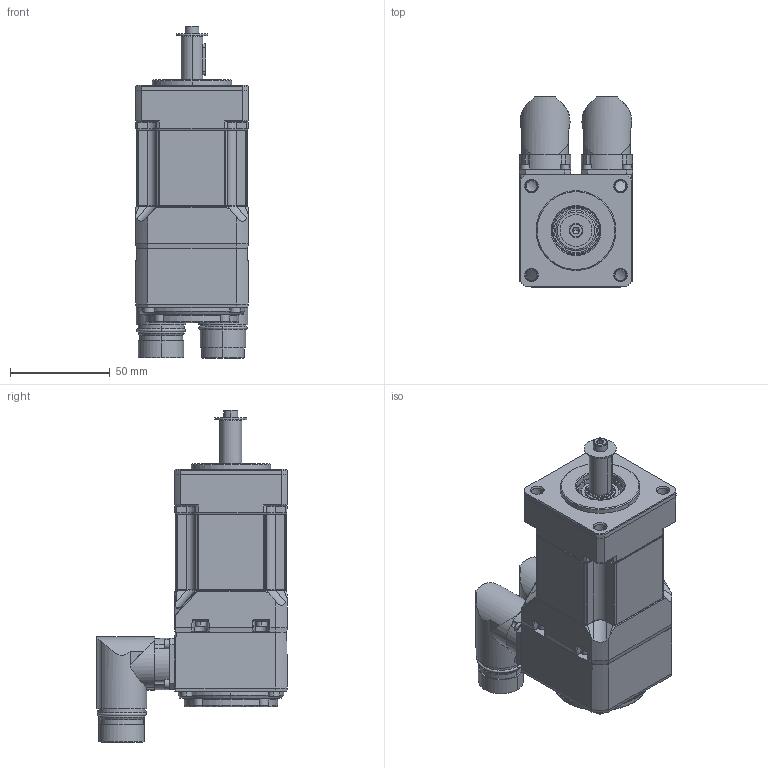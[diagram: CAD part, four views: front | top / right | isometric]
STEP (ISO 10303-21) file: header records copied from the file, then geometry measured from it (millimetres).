
FILE_DESCRIPTION((''),'2;1');
FILE_NAME('NX210EAR7011_SW0002','2005-07-19T',('stagiaire'),(''),'PRO/ENGINEER BY PARAMETRIC TECHNOLOGY CORPORATION, 2005110','PRO/ENGINEER BY PARAMETRIC TECHNOLOGY CORPORATION, 2005110','');
FILE_SCHEMA(('CONFIG_CONTROL_DESIGN'));
Length unit declared in the file: millimetre
Products named in the file (1): NX210EAR7011_SW0002
Bounding box: 56.7 x 95.5 x 166.35 mm (x, y, z)
Volume: 383899.8 mm3; surface area: 66267.9 mm2
Topology: 1 solids, 1 shells, 1628 faces, 3991 edges, 2441 vertices
Faces by surface type: plane 783, cylinder 403, cone 320, torus 66, bspline 56
Entity records: 55586 total; most frequent: CARTESIAN_POINT 17984, ORIENTED_EDGE 7914, DIRECTION 7627, EDGE_CURVE 3957, AXIS2_PLACEMENT_3D 2775, VERTEX_POINT 2441, VECTOR 2077, LINE 2077
